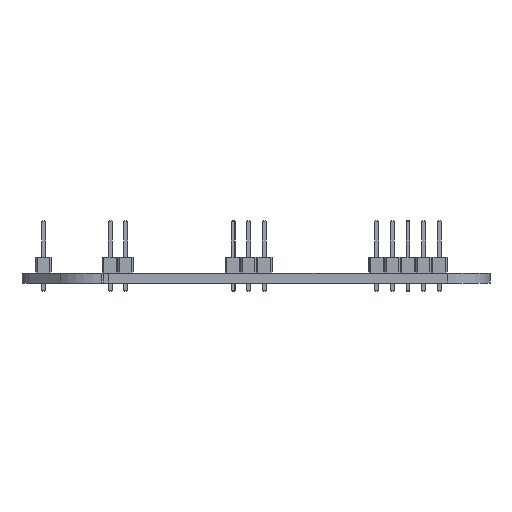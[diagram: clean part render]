
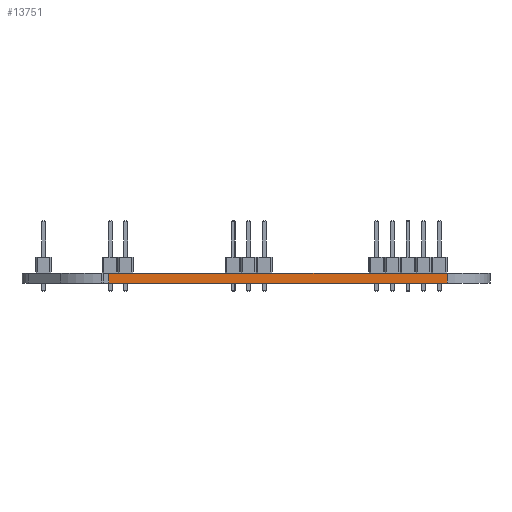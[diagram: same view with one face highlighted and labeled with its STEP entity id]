
A CAD part, left-side view. The second image highlights one B-rep face of the part: STEP entity #13751.
In plain terms, the highlighted planar face has unit normal (-1, 0, 0).
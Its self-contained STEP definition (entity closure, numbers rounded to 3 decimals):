
#10208 = VERTEX_POINT('',#10209);
#10209 = CARTESIAN_POINT('',(63.48,-38.9,0.));
#10215 = EDGE_CURVE('',#10216,#10208,#10218,.T.);
#10216 = VERTEX_POINT('',#10217);
#10217 = CARTESIAN_POINT('',(63.48,-94.05,0.));
#10218 = LINE('',#10219,#10220);
#10219 = CARTESIAN_POINT('',(63.48,-94.05,0.));
#10220 = VECTOR('',#10221,1.);
#10221 = DIRECTION('',(0.,1.,0.));
#11915 = VERTEX_POINT('',#11916);
#11916 = CARTESIAN_POINT('',(63.48,-38.9,1.6));
#11922 = EDGE_CURVE('',#11923,#11915,#11925,.T.);
#11923 = VERTEX_POINT('',#11924);
#11924 = CARTESIAN_POINT('',(63.48,-94.05,1.6));
#11925 = LINE('',#11926,#11927);
#11926 = CARTESIAN_POINT('',(63.48,-94.05,1.6));
#11927 = VECTOR('',#11928,1.);
#11928 = DIRECTION('',(0.,1.,0.));
#13721 = EDGE_CURVE('',#10208,#11915,#13722,.T.);
#13722 = LINE('',#13723,#13724);
#13723 = CARTESIAN_POINT('',(63.48,-38.9,0.));
#13724 = VECTOR('',#13725,1.);
#13725 = DIRECTION('',(0.,0.,1.));
#13751 = ADVANCED_FACE('',(#13752),#13763,.T.);
#13752 = FACE_BOUND('',#13753,.T.);
#13753 = EDGE_LOOP('',(#13754,#13760,#13761,#13762));
#13754 = ORIENTED_EDGE('',*,*,#13755,.T.);
#13755 = EDGE_CURVE('',#10216,#11923,#13756,.T.);
#13756 = LINE('',#13757,#13758);
#13757 = CARTESIAN_POINT('',(63.48,-94.05,0.));
#13758 = VECTOR('',#13759,1.);
#13759 = DIRECTION('',(0.,0.,1.));
#13760 = ORIENTED_EDGE('',*,*,#11922,.T.);
#13761 = ORIENTED_EDGE('',*,*,#13721,.F.);
#13762 = ORIENTED_EDGE('',*,*,#10215,.F.);
#13763 = PLANE('',#13764);
#13764 = AXIS2_PLACEMENT_3D('',#13765,#13766,#13767);
#13765 = CARTESIAN_POINT('',(63.48,-94.05,0.));
#13766 = DIRECTION('',(-1.,0.,0.));
#13767 = DIRECTION('',(0.,1.,0.));
